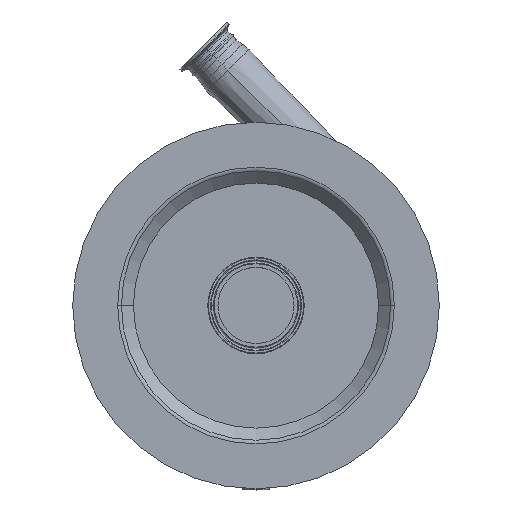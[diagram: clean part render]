
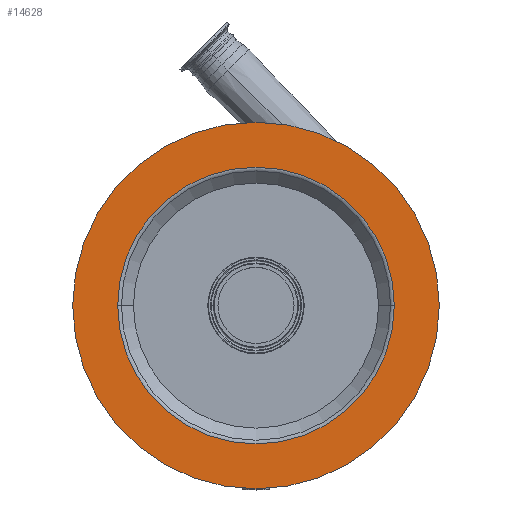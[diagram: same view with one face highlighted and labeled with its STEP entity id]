
A CAD part, top view. The second image highlights one B-rep face of the part: STEP entity #14628.
In plain terms, the highlighted planar face has unit normal (0, 0, 1).
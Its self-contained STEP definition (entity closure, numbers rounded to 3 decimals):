
#10 = PLANE ( 'NONE',  #8421 ) ;
#182 = ORIENTED_EDGE ( 'NONE', *, *, #6699, .T. ) ;
#186 = CIRCLE ( 'NONE', #9179, 175. ) ;
#300 = CIRCLE ( 'NONE', #12528, 132.071 ) ;
#362 = EDGE_LOOP ( 'NONE', ( #3304, #182 ) ) ;
#1417 = DIRECTION ( 'NONE',  ( 0., 0., -1. ) ) ;
#2425 = CIRCLE ( 'NONE', #15620, 175. ) ;
#2557 = DIRECTION ( 'NONE',  ( 0., 0., -1. ) ) ;
#2614 = DIRECTION ( 'NONE',  ( -1., 0., 0. ) ) ;
#3304 = ORIENTED_EDGE ( 'NONE', *, *, #9130, .T. ) ;
#3865 = EDGE_CURVE ( 'NONE', #16921, #19613, #186, .T. ) ;
#4487 = CARTESIAN_POINT ( 'NONE',  ( -175., 0., 42. ) ) ;
#4552 = CARTESIAN_POINT ( 'NONE',  ( 0., 0., 42. ) ) ;
#4877 = DIRECTION ( 'NONE',  ( -1., 0., 0. ) ) ;
#4895 = EDGE_CURVE ( 'NONE', #19613, #16921, #2425, .T. ) ;
#5009 = VERTEX_POINT ( 'NONE', #13158 ) ;
#5961 = DIRECTION ( 'NONE',  ( -1., 0., 0. ) ) ;
#6699 = EDGE_CURVE ( 'NONE', #12097, #5009, #19226, .T. ) ;
#7167 = ORIENTED_EDGE ( 'NONE', *, *, #4895, .F. ) ;
#7240 = CARTESIAN_POINT ( 'NONE',  ( 0., 175., 42. ) ) ;
#8211 = EDGE_LOOP ( 'NONE', ( #7167, #16810 ) ) ;
#8421 = AXIS2_PLACEMENT_3D ( 'NONE', #7240, #1417, #19641 ) ;
#8768 = FACE_BOUND ( 'NONE', #362, .T. ) ;
#9130 = EDGE_CURVE ( 'NONE', #5009, #12097, #300, .T. ) ;
#9179 = AXIS2_PLACEMENT_3D ( 'NONE', #13323, #16425, #2614 ) ;
#10316 = DIRECTION ( 'NONE',  ( 0., 0., -1. ) ) ;
#10571 = CARTESIAN_POINT ( 'NONE',  ( 132.071, 0., 42. ) ) ;
#12097 = VERTEX_POINT ( 'NONE', #10571 ) ;
#12528 = AXIS2_PLACEMENT_3D ( 'NONE', #4552, #10316, #5961 ) ;
#12745 = CARTESIAN_POINT ( 'NONE',  ( 0., 0., 42. ) ) ;
#13158 = CARTESIAN_POINT ( 'NONE',  ( -132.071, 0., 42. ) ) ;
#13323 = CARTESIAN_POINT ( 'NONE',  ( 0., 0., 42. ) ) ;
#13360 = CARTESIAN_POINT ( 'NONE',  ( 0., 0., 42. ) ) ;
#14628 = ADVANCED_FACE ( 'NONE', ( #8768, #14906 ), #10, .F. ) ;
#14906 = FACE_OUTER_BOUND ( 'NONE', #8211, .T. ) ;
#15620 = AXIS2_PLACEMENT_3D ( 'NONE', #13360, #2557, #19388 ) ;
#16425 = DIRECTION ( 'NONE',  ( 0., 0., -1. ) ) ;
#16810 = ORIENTED_EDGE ( 'NONE', *, *, #3865, .F. ) ;
#16921 = VERTEX_POINT ( 'NONE', #17581 ) ;
#17379 = DIRECTION ( 'NONE',  ( 0., 0., -1. ) ) ;
#17581 = CARTESIAN_POINT ( 'NONE',  ( 175., 0., 42. ) ) ;
#18255 = AXIS2_PLACEMENT_3D ( 'NONE', #12745, #17379, #4877 ) ;
#19226 = CIRCLE ( 'NONE', #18255, 132.071 ) ;
#19388 = DIRECTION ( 'NONE',  ( -1., 0., 0. ) ) ;
#19613 = VERTEX_POINT ( 'NONE', #4487 ) ;
#19641 = DIRECTION ( 'NONE',  ( -1., 0., 0. ) ) ;
